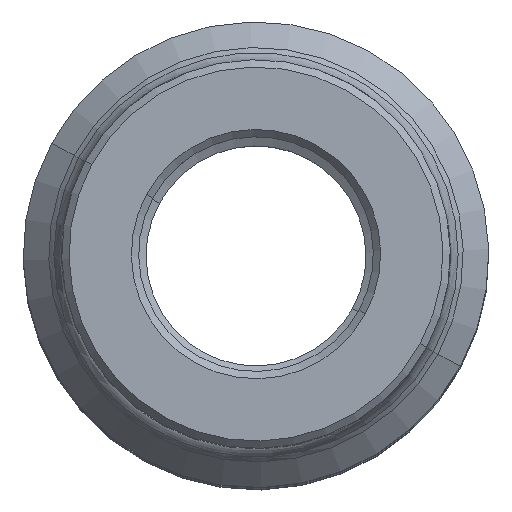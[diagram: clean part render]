
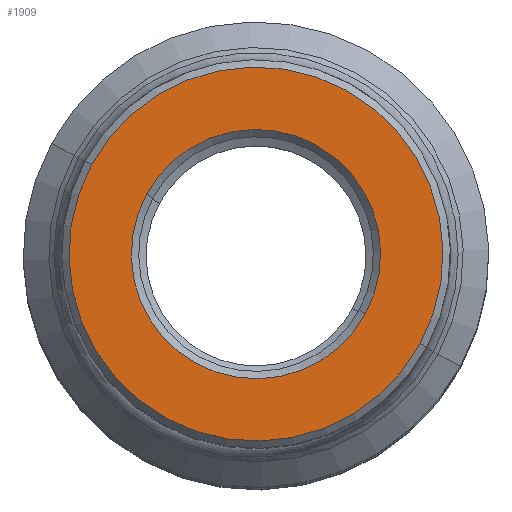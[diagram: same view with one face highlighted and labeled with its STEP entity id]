
A CAD part, top view. The second image highlights one B-rep face of the part: STEP entity #1909.
In plain terms, the highlighted planar face has unit normal (0, 0, 1).
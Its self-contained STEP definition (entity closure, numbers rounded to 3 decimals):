
#1853=AXIS2_PLACEMENT_3D('Circle Axis2P3D',#1851,#1852,$) ;
#1872=AXIS2_PLACEMENT_3D('Circle Axis2P3D',#1870,#1871,$) ;
#1885=AXIS2_PLACEMENT_3D('Plane Axis2P3D',#1882,#1883,#1884) ;
#1889=AXIS2_PLACEMENT_3D('Circle Axis2P3D',#1887,#1888,$) ;
#1898=AXIS2_PLACEMENT_3D('Circle Axis2P3D',#1896,#1897,$) ;
#1848=CARTESIAN_POINT('Vertex',(-7.459,4.075,150.)) ;
#1851=CARTESIAN_POINT('Axis2P3D Location',(0.,0.,150.)) ;
#1855=CARTESIAN_POINT('Vertex',(7.459,-4.075,150.)) ;
#1870=CARTESIAN_POINT('Axis2P3D Location',(0.,0.,150.)) ;
#1882=CARTESIAN_POINT('Axis2P3D Location',(12.75,0.,150.)) ;
#1887=CARTESIAN_POINT('Axis2P3D Location',(0.,0.,150.)) ;
#1891=CARTESIAN_POINT('Vertex',(11.189,-6.113,150.)) ;
#1893=CARTESIAN_POINT('Vertex',(-11.189,6.113,150.)) ;
#1896=CARTESIAN_POINT('Axis2P3D Location',(0.,0.,150.)) ;
#1852=DIRECTION('Axis2P3D Direction',(-0.,0.,1.)) ;
#1871=DIRECTION('Axis2P3D Direction',(-0.,0.,1.)) ;
#1883=DIRECTION('Axis2P3D Direction',(0.,0.,-1.)) ;
#1884=DIRECTION('Axis2P3D XDirection',(1.,0.,0.)) ;
#1888=DIRECTION('Axis2P3D Direction',(0.,0.,-1.)) ;
#1897=DIRECTION('Axis2P3D Direction',(0.,0.,-1.)) ;
#1902=ORIENTED_EDGE('',*,*,#1895,.F.) ;
#1903=ORIENTED_EDGE('',*,*,#1900,.F.) ;
#1906=ORIENTED_EDGE('',*,*,#1874,.T.) ;
#1907=ORIENTED_EDGE('',*,*,#1857,.T.) ;
#1908=FACE_BOUND('',#1905,.T.) ;
#1909=ADVANCED_FACE('ARB-38 ARBRE CANNELE',(#1904,#1908),#1886,.F.) ;
#1854=CIRCLE('generated circle',#1853,8.5) ;
#1873=CIRCLE('generated circle',#1872,8.5) ;
#1890=CIRCLE('generated circle',#1889,12.75) ;
#1899=CIRCLE('generated circle',#1898,12.75) ;
#1857=EDGE_CURVE('',#1856,#1849,#1854,.F.) ;
#1874=EDGE_CURVE('',#1849,#1856,#1873,.F.) ;
#1895=EDGE_CURVE('',#1892,#1894,#1890,.T.) ;
#1900=EDGE_CURVE('',#1894,#1892,#1899,.T.) ;
#1901=EDGE_LOOP('',(#1902,#1903)) ;
#1905=EDGE_LOOP('',(#1906,#1907)) ;
#1904=FACE_OUTER_BOUND('',#1901,.T.) ;
#1886=PLANE('',#1885) ;
#1849=VERTEX_POINT('',#1848) ;
#1856=VERTEX_POINT('',#1855) ;
#1892=VERTEX_POINT('',#1891) ;
#1894=VERTEX_POINT('',#1893) ;
